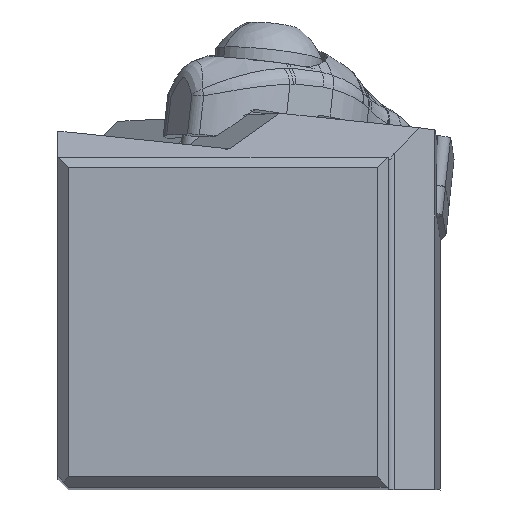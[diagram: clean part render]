
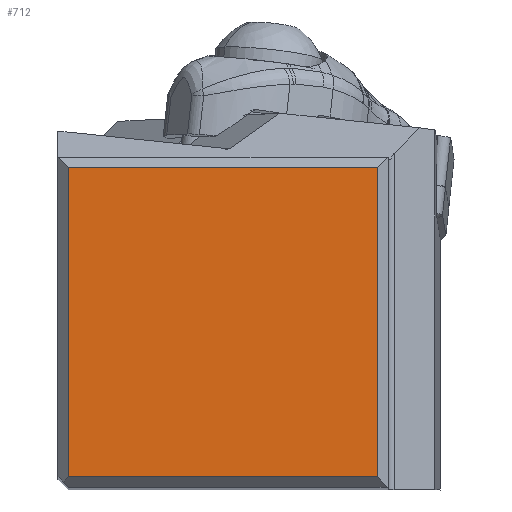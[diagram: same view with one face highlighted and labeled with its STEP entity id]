
A CAD part, top view. The second image highlights one B-rep face of the part: STEP entity #712.
In plain terms, the highlighted planar face has unit normal (0, 0, 1).
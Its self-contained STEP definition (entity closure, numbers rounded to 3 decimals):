
#461=FACE_OUTER_BOUND('',#1079,.T.);
#712=ADVANCED_FACE('',(#461),#965,.T.);
#965=PLANE('',#4852);
#1079=EDGE_LOOP('',(#1444,#1445,#1446,#1447));
#1444=ORIENTED_EDGE('',*,*,#3317,.T.);
#1445=ORIENTED_EDGE('',*,*,#3318,.T.);
#1446=ORIENTED_EDGE('',*,*,#3319,.T.);
#1447=ORIENTED_EDGE('',*,*,#3316,.F.);
#2828=VERTEX_POINT('',#6698);
#2829=VERTEX_POINT('',#6700);
#2830=VERTEX_POINT('',#6704);
#2831=VERTEX_POINT('',#6706);
#3316=EDGE_CURVE('',#2829,#2828,#4307,.T.);
#3317=EDGE_CURVE('',#2829,#2830,#4308,.T.);
#3318=EDGE_CURVE('',#2830,#2831,#4309,.T.);
#3319=EDGE_CURVE('',#2831,#2828,#4310,.T.);
#4307=LINE('',#6701,#4554);
#4308=LINE('',#6703,#4555);
#4309=LINE('',#6705,#4556);
#4310=LINE('',#6707,#4557);
#4554=VECTOR('',#5455,1.);
#4555=VECTOR('',#5458,1.);
#4556=VECTOR('',#5459,1.);
#4557=VECTOR('',#5460,1.);
#4852=AXIS2_PLACEMENT_3D('',#6708,#5461,#5462);
#5455=DIRECTION('',(0.,-1.,0.));
#5458=DIRECTION('',(-1.,0.,0.));
#5459=DIRECTION('',(0.,-1.,0.));
#5460=DIRECTION('',(1.,0.,0.));
#5461=DIRECTION('',(0.,0.,1.));
#5462=DIRECTION('',(1.,0.,0.));
#6698=CARTESIAN_POINT('',(30.75,1.,0.));
#6700=CARTESIAN_POINT('',(30.75,30.75,0.));
#6701=CARTESIAN_POINT('',(30.75,30.75,0.));
#6703=CARTESIAN_POINT('',(30.75,30.75,0.));
#6704=CARTESIAN_POINT('',(1.,30.75,0.));
#6705=CARTESIAN_POINT('',(1.,30.75,0.));
#6706=CARTESIAN_POINT('',(1.,1.,0.));
#6707=CARTESIAN_POINT('',(1.,1.,0.));
#6708=CARTESIAN_POINT('',(15.875,15.875,0.));
